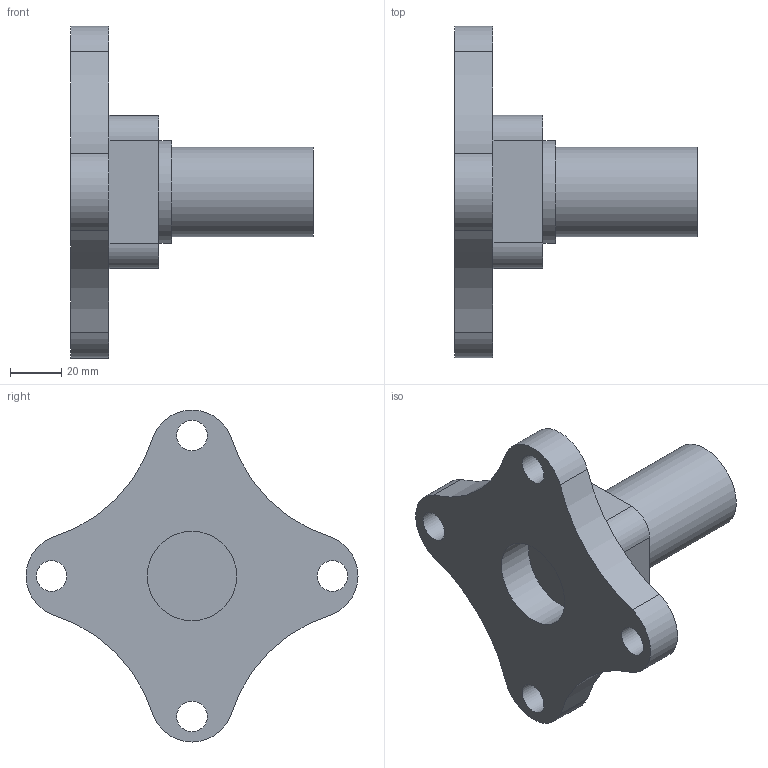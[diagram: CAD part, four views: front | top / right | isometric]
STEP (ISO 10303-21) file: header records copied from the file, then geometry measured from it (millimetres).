
FILE_DESCRIPTION(/* description */ (''),/* implementation_level */ '2;1');
FILE_NAME(/* name */ 'Wheelhub-Rear.step',/* time_stamp */ '2024-07-13T00:20:38+05:30',/* author */ (''),/* organization */ (''),/* preprocessor_version */ 'ST-DEVELOPER v20',/* originating_system */ 'Autodesk Translation Framework v13.14.0.145',/* authorisation */ '');
FILE_SCHEMA (('AUTOMOTIVE_DESIGN { 1 0 10303 214 3 1 1 }'));
Length unit declared in the file: millimetre
Products named in the file (1): FusionComponent
Bounding box: 95 x 130 x 130 mm (x, y, z)
Volume: 203191.5 mm3; surface area: 44517 mm2
Topology: 1 solids, 1 shells, 128 faces, 348 edges, 232 vertices
Faces by surface type: cylinder 68, bspline 44, plane 16
Full cylindrical faces by diameter (mm): 8 x4, 12 x4, 26 x1, 35 x2, 40.199 x1
Entity records: 4750 total; most frequent: CARTESIAN_POINT 1630, ORIENTED_EDGE 696, DIRECTION 566, EDGE_CURVE 348, VERTEX_POINT 232, AXIS2_PLACEMENT_3D 221, EDGE_LOOP 146, CIRCLE 136
